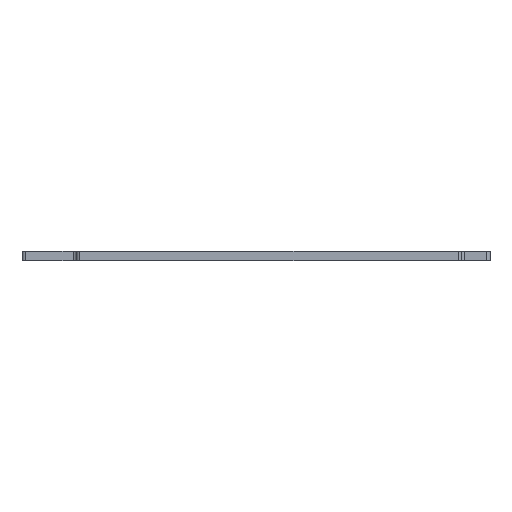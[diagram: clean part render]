
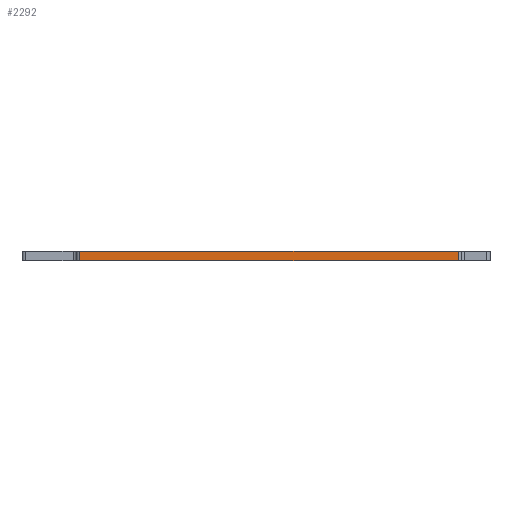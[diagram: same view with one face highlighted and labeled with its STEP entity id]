
A CAD part, front view. The second image highlights one B-rep face of the part: STEP entity #2292.
In plain terms, the highlighted planar face has unit normal (0, -1, 0).
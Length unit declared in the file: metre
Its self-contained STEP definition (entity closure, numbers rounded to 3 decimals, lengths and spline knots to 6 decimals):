
#230=ORIENTED_EDGE('',*,*,#922,.T.);
#231=ORIENTED_EDGE('',*,*,#923,.T.);
#232=ORIENTED_EDGE('',*,*,#924,.F.);
#233=ORIENTED_EDGE('',*,*,#925,.T.);
#922=EDGE_CURVE('',#1266,#1267,#1502,.T.);
#923=EDGE_CURVE('',#1267,#1268,#1503,.F.);
#924=EDGE_CURVE('',#1269,#1268,#1504,.T.);
#925=EDGE_CURVE('',#1269,#1266,#1505,.T.);
#1266=VERTEX_POINT('',#3446);
#1267=VERTEX_POINT('',#3447);
#1268=VERTEX_POINT('',#3449);
#1269=VERTEX_POINT('',#3451);
#1502=LINE('',#3445,#1742);
#1503=LINE('',#3448,#1743);
#1504=LINE('',#3450,#1744);
#1505=LINE('',#3452,#1745);
#1742=VECTOR('',#2719,1.);
#1743=VECTOR('',#2720,1.);
#1744=VECTOR('',#2721,1.);
#1745=VECTOR('',#2722,1.);
#1944=EDGE_LOOP('',(#230,#231,#232,#233));
#2086=FACE_BOUND('',#1944,.T.);
#2228=PLANE('',#2423);
#2292=ADVANCED_FACE('',(#2086),#2228,.F.);
#2423=AXIS2_PLACEMENT_3D('',#3444,#2717,#2718);
#2717=DIRECTION('',(0.,1.,0.));
#2718=DIRECTION('',(-1.,0.,0.));
#2719=DIRECTION('',(1.,0.,0.));
#2720=DIRECTION('',(0.,0.,-1.));
#2721=DIRECTION('',(1.,0.,0.));
#2722=DIRECTION('',(0.,0.,-1.));
#3444=CARTESIAN_POINT('',(0.002,-0.052175,0.01294));
#3445=CARTESIAN_POINT('',(0.002,-0.052175,0.0115));
#3446=CARTESIAN_POINT('',(-0.0272,-0.052175,0.0115));
#3447=CARTESIAN_POINT('',(0.0312,-0.052175,0.0115));
#3448=CARTESIAN_POINT('',(0.0312,-0.052175,0.01294));
#3449=CARTESIAN_POINT('',(0.0312,-0.052175,0.01294));
#3450=CARTESIAN_POINT('',(0.002,-0.052175,0.01294));
#3451=CARTESIAN_POINT('',(-0.0272,-0.052175,0.01294));
#3452=CARTESIAN_POINT('',(-0.0272,-0.052175,0.01294));
